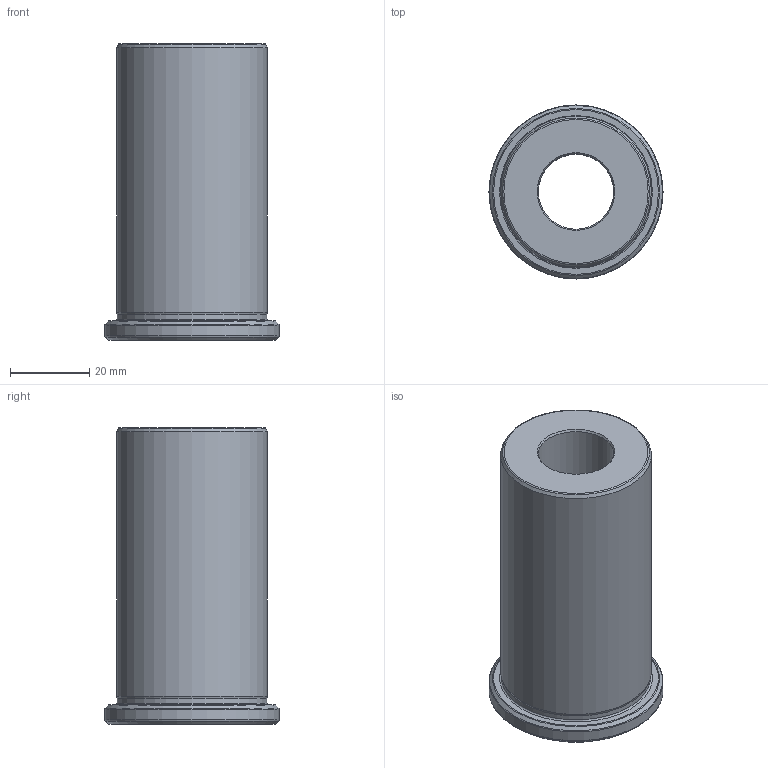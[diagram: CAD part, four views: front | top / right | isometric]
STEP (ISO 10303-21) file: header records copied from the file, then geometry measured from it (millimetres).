
FILE_DESCRIPTION(/* description */ (''),/* implementation_level */ '2;1');
FILE_NAME(/* name */ '1522913570200.stp',/* time_stamp */ '2018-04-05T09:33:06+02:00',/* author */ (''),/* organization */ ('SMS'),/* preprocessor_version */ 'ST-DEVELOPER v15',/* originating_system */ 'SIEMENS PLM Software NX 8.5',/* authorisation */ '');
FILE_SCHEMA (('AUTOMOTIVE_DESIGN { 1 0 10303 214 3 1 1 1 }'));
Length unit declared in the file: millimetre
Products named in the file (1): MOD000000000000000020084271800000
Bounding box: 44 x 44 x 75 mm (x, y, z)
Volume: 65827.8 mm3; surface area: 15778.8 mm2
Topology: 1 solids, 1 shells, 19 faces, 37 edges, 21 vertices
Faces by surface type: cone 6, torus 6, cylinder 4, plane 3
Full cylindrical faces by diameter (mm): 19.05 x1, 37.8 x1, 38.1 x1, 44 x1
Entity records: 439 total; most frequent: DIRECTION 84, CARTESIAN_POINT 61, AXIS2_PLACEMENT_3D 42, FACE_BOUND 38, EDGE_LOOP 38, ORIENTED_EDGE 38, ADVANCED_FACE 19, VERTEX_POINT 19
